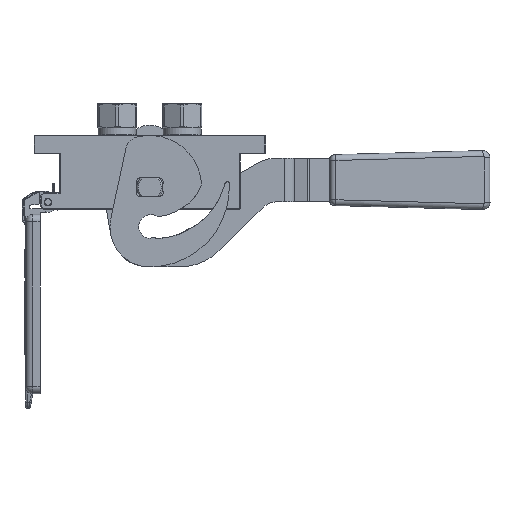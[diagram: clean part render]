
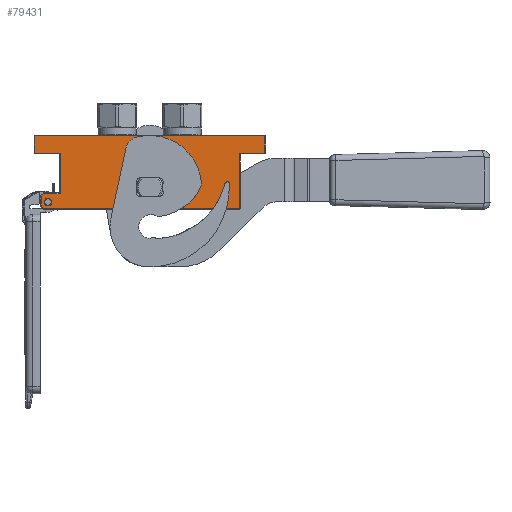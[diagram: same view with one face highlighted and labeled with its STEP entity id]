
A CAD part, front view. The second image highlights one B-rep face of the part: STEP entity #79431.
In plain terms, the highlighted planar face has unit normal (0, -1, 0).
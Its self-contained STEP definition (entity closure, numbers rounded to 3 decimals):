
#894 = ORIENTED_EDGE ( 'NONE', *, *, #19958, .T. ) ;
#1736 = AXIS2_PLACEMENT_3D ( 'NONE', #67459, #8122, #59708 ) ;
#2346 = LINE ( 'NONE', #49352, #16251 ) ;
#2588 = VECTOR ( 'NONE', #75774, 1000. ) ;
#4541 = EDGE_CURVE ( 'NONE', #60977, #79952, #94005, .T. ) ;
#4587 = EDGE_CURVE ( 'NONE', #6657, #15158, #22516, .T. ) ;
#5916 = LINE ( 'NONE', #27144, #31317 ) ;
#6657 = VERTEX_POINT ( 'NONE', #75538 ) ;
#7913 = CARTESIAN_POINT ( 'NONE',  ( -62., 0., -40.5 ) ) ;
#8122 = DIRECTION ( 'NONE',  ( 0., -1., 0. ) ) ;
#8632 = VECTOR ( 'NONE', #66052, 1000. ) ;
#8885 = CARTESIAN_POINT ( 'NONE',  ( -73.293, 0., -40.5 ) ) ;
#10606 = CARTESIAN_POINT ( 'NONE',  ( 79.5, 0., -12.5 ) ) ;
#10827 = ORIENTED_EDGE ( 'NONE', *, *, #76412, .T. ) ;
#11231 = VERTEX_POINT ( 'NONE', #81456 ) ;
#12133 = VECTOR ( 'NONE', #37913, 1000. ) ;
#12870 = VERTEX_POINT ( 'NONE', #23355 ) ;
#13343 = CARTESIAN_POINT ( 'NONE',  ( 0., 0., -36.1 ) ) ;
#14022 = CARTESIAN_POINT ( 'NONE',  ( -75., 0., -42.207 ) ) ;
#14339 = FACE_BOUND ( 'NONE', #77566, .T. ) ;
#15158 = VERTEX_POINT ( 'NONE', #78337 ) ;
#16251 = VECTOR ( 'NONE', #93218, 1000. ) ;
#16734 = VECTOR ( 'NONE', #30357, 1000. ) ;
#16879 = ORIENTED_EDGE ( 'NONE', *, *, #29081, .T. ) ;
#18050 = CARTESIAN_POINT ( 'NONE',  ( -62., 0., -12.5 ) ) ;
#19958 = EDGE_CURVE ( 'NONE', #88839, #65765, #51188, .T. ) ;
#20948 = ORIENTED_EDGE ( 'NONE', *, *, #4587, .F. ) ;
#20964 = CARTESIAN_POINT ( 'NONE',  ( -73.293, 0., -50.8 ) ) ;
#21474 = DIRECTION ( 'NONE',  ( 0.707, 0., 0.707 ) ) ;
#22516 = LINE ( 'NONE', #20964, #8632 ) ;
#22818 = CARTESIAN_POINT ( 'NONE',  ( -75., 0., -42.207 ) ) ;
#22946 = CARTESIAN_POINT ( 'NONE',  ( -79.5, 0., -0.5 ) ) ;
#23355 = CARTESIAN_POINT ( 'NONE',  ( -62., 0., -12.5 ) ) ;
#23643 = FACE_OUTER_BOUND ( 'NONE', #34597, .T. ) ;
#24948 = VERTEX_POINT ( 'NONE', #87409 ) ;
#25997 = CARTESIAN_POINT ( 'NONE',  ( -62., 0., -40.5 ) ) ;
#26141 = CIRCLE ( 'NONE', #81833, 2.55 ) ;
#26882 = CARTESIAN_POINT ( 'NONE',  ( 79.5, 0., -0.5 ) ) ;
#27038 = CARTESIAN_POINT ( 'NONE',  ( -79.5, 0., -12.5 ) ) ;
#27086 = AXIS2_PLACEMENT_3D ( 'NONE', #78287, #71166, #79221 ) ;
#27144 = CARTESIAN_POINT ( 'NONE',  ( -73.293, 0., -50.8 ) ) ;
#27191 = DIRECTION ( 'NONE',  ( -1., 0., 0. ) ) ;
#27667 = PLANE ( 'NONE',  #27086 ) ;
#27990 = DIRECTION ( 'NONE',  ( 1., 0., 0. ) ) ;
#28009 = CARTESIAN_POINT ( 'NONE',  ( 0., 0., -24.8 ) ) ;
#28844 = ORIENTED_EDGE ( 'NONE', *, *, #46915, .T. ) ;
#29081 = EDGE_CURVE ( 'NONE', #42187, #77873, #2346, .T. ) ;
#30357 = DIRECTION ( 'NONE',  ( 0., 0., -1. ) ) ;
#31317 = VECTOR ( 'NONE', #88262, 1000. ) ;
#32092 = VECTOR ( 'NONE', #35426, 1000. ) ;
#32099 = ORIENTED_EDGE ( 'NONE', *, *, #4541, .T. ) ;
#33215 = VECTOR ( 'NONE', #77180, 1000. ) ;
#33845 = VECTOR ( 'NONE', #27990, 1000. ) ;
#34377 = LINE ( 'NONE', #79930, #32092 ) ;
#34597 = EDGE_LOOP ( 'NONE', ( #90042, #95625, #49506, #47227, #10827, #20948, #77569, #87233, #16879, #28844, #894, #74491 ) ) ;
#35426 = DIRECTION ( 'NONE',  ( 0., 0., 1. ) ) ;
#37325 = EDGE_CURVE ( 'NONE', #12870, #71585, #74122, .T. ) ;
#37452 = LINE ( 'NONE', #22946, #16734 ) ;
#37707 = CARTESIAN_POINT ( 'NONE',  ( -67.75, 0., -46.3 ) ) ;
#37913 = DIRECTION ( 'NONE',  ( 0., 0., -1. ) ) ;
#38234 = EDGE_CURVE ( 'NONE', #79952, #60977, #59783, .T. ) ;
#41783 = CARTESIAN_POINT ( 'NONE',  ( 62., 0., -12.5 ) ) ;
#42187 = VERTEX_POINT ( 'NONE', #41783 ) ;
#42264 = EDGE_CURVE ( 'NONE', #81970, #12870, #71944, .T. ) ;
#46915 = EDGE_CURVE ( 'NONE', #77873, #88839, #34377, .T. ) ;
#47015 = LINE ( 'NONE', #54861, #33215 ) ;
#47227 = ORIENTED_EDGE ( 'NONE', *, *, #88850, .F. ) ;
#49352 = CARTESIAN_POINT ( 'NONE',  ( 62., 0., -12.5 ) ) ;
#49506 = ORIENTED_EDGE ( 'NONE', *, *, #91205, .T. ) ;
#49621 = DIRECTION ( 'NONE',  ( -1., 0., 0. ) ) ;
#49692 = EDGE_CURVE ( 'NONE', #24948, #42187, #47015, .T. ) ;
#51188 = LINE ( 'NONE', #26882, #76637 ) ;
#51710 = EDGE_CURVE ( 'NONE', #65765, #81970, #37452, .T. ) ;
#52356 = DIRECTION ( 'NONE',  ( -1., 0., 0. ) ) ;
#54861 = CARTESIAN_POINT ( 'NONE',  ( 62., 0., -50.8 ) ) ;
#57723 = CARTESIAN_POINT ( 'NONE',  ( -70.3, 0., -46.3 ) ) ;
#58291 = CARTESIAN_POINT ( 'NONE',  ( -79.5, 0., -0.5 ) ) ;
#58617 = DIRECTION ( 'NONE',  ( 0., 0., -1. ) ) ;
#59708 = DIRECTION ( 'NONE',  ( 1., 0., 0. ) ) ;
#59783 = CIRCLE ( 'NONE', #77611, 11.3 ) ;
#60977 = VERTEX_POINT ( 'NONE', #92818 ) ;
#61749 = CARTESIAN_POINT ( 'NONE',  ( -79.5, 0., -12.5 ) ) ;
#64642 = DIRECTION ( 'NONE',  ( 0., 1., 0. ) ) ;
#64762 = EDGE_CURVE ( 'NONE', #6657, #24948, #5916, .T. ) ;
#65144 = DIRECTION ( 'NONE',  ( 0., -1., 0. ) ) ;
#65626 = CARTESIAN_POINT ( 'NONE',  ( 79.5, 0., -0.5 ) ) ;
#65765 = VERTEX_POINT ( 'NONE', #58291 ) ;
#66052 = DIRECTION ( 'NONE',  ( -0.707, 0., 0.707 ) ) ;
#67074 = EDGE_LOOP ( 'NONE', ( #72111, #79730 ) ) ;
#67459 = CARTESIAN_POINT ( 'NONE',  ( -70.3, 0., -46.3 ) ) ;
#68249 = LINE ( 'NONE', #7913, #78656 ) ;
#68389 = ORIENTED_EDGE ( 'NONE', *, *, #38234, .T. ) ;
#69625 = VERTEX_POINT ( 'NONE', #75610 ) ;
#71166 = DIRECTION ( 'NONE',  ( 0., 1., 0. ) ) ;
#71585 = VERTEX_POINT ( 'NONE', #25997 ) ;
#71944 = LINE ( 'NONE', #27038, #33845 ) ;
#72111 = ORIENTED_EDGE ( 'NONE', *, *, #75722, .F. ) ;
#73149 = DIRECTION ( 'NONE',  ( 0., 1., 0. ) ) ;
#74122 = LINE ( 'NONE', #18050, #2588 ) ;
#74342 = LINE ( 'NONE', #14022, #83609 ) ;
#74491 = ORIENTED_EDGE ( 'NONE', *, *, #51710, .T. ) ;
#75538 = CARTESIAN_POINT ( 'NONE',  ( -73.293, 0., -50.8 ) ) ;
#75610 = CARTESIAN_POINT ( 'NONE',  ( -72.85, 0., -46.3 ) ) ;
#75722 = EDGE_CURVE ( 'NONE', #69625, #75783, #26141, .T. ) ;
#75774 = DIRECTION ( 'NONE',  ( 0., 0., -1. ) ) ;
#75783 = VERTEX_POINT ( 'NONE', #37707 ) ;
#76412 = EDGE_CURVE ( 'NONE', #11231, #15158, #80356, .T. ) ;
#76637 = VECTOR ( 'NONE', #27191, 1000. ) ;
#77180 = DIRECTION ( 'NONE',  ( 0., 0., 1. ) ) ;
#77566 = EDGE_LOOP ( 'NONE', ( #68389, #32099 ) ) ;
#77569 = ORIENTED_EDGE ( 'NONE', *, *, #64762, .T. ) ;
#77611 = AXIS2_PLACEMENT_3D ( 'NONE', #13343, #64642, #86838 ) ;
#77873 = VERTEX_POINT ( 'NONE', #10606 ) ;
#78287 = CARTESIAN_POINT ( 'NONE',  ( 0., 0., 0. ) ) ;
#78337 = CARTESIAN_POINT ( 'NONE',  ( -75., 0., -49.093 ) ) ;
#78656 = VECTOR ( 'NONE', #52356, 1000. ) ;
#79221 = DIRECTION ( 'NONE',  ( 1., 0., 0. ) ) ;
#79334 = AXIS2_PLACEMENT_3D ( 'NONE', #87935, #73149, #58617 ) ;
#79431 = ADVANCED_FACE ( 'NONE', ( #23643, #14339, #91655 ), #27667, .F. ) ;
#79730 = ORIENTED_EDGE ( 'NONE', *, *, #91648, .F. ) ;
#79930 = CARTESIAN_POINT ( 'NONE',  ( 79.5, 0., -12.5 ) ) ;
#79952 = VERTEX_POINT ( 'NONE', #28009 ) ;
#80356 = LINE ( 'NONE', #22818, #12133 ) ;
#81456 = CARTESIAN_POINT ( 'NONE',  ( -75., 0., -42.207 ) ) ;
#81833 = AXIS2_PLACEMENT_3D ( 'NONE', #57723, #65144, #49621 ) ;
#81970 = VERTEX_POINT ( 'NONE', #61749 ) ;
#83609 = VECTOR ( 'NONE', #21474, 1000. ) ;
#84499 = VERTEX_POINT ( 'NONE', #8885 ) ;
#86838 = DIRECTION ( 'NONE',  ( 0., 0., 1. ) ) ;
#87233 = ORIENTED_EDGE ( 'NONE', *, *, #49692, .T. ) ;
#87409 = CARTESIAN_POINT ( 'NONE',  ( 62., 0., -50.8 ) ) ;
#87935 = CARTESIAN_POINT ( 'NONE',  ( 0., 0., -36.1 ) ) ;
#88262 = DIRECTION ( 'NONE',  ( 1., 0., 0. ) ) ;
#88839 = VERTEX_POINT ( 'NONE', #65626 ) ;
#88850 = EDGE_CURVE ( 'NONE', #11231, #84499, #74342, .T. ) ;
#89027 = CIRCLE ( 'NONE', #1736, 2.55 ) ;
#90042 = ORIENTED_EDGE ( 'NONE', *, *, #42264, .T. ) ;
#91205 = EDGE_CURVE ( 'NONE', #71585, #84499, #68249, .T. ) ;
#91648 = EDGE_CURVE ( 'NONE', #75783, #69625, #89027, .T. ) ;
#91655 = FACE_BOUND ( 'NONE', #67074, .T. ) ;
#92818 = CARTESIAN_POINT ( 'NONE',  ( 0., 0., -47.4 ) ) ;
#93218 = DIRECTION ( 'NONE',  ( 1., 0., 0. ) ) ;
#94005 = CIRCLE ( 'NONE', #79334, 11.3 ) ;
#95625 = ORIENTED_EDGE ( 'NONE', *, *, #37325, .T. ) ;
